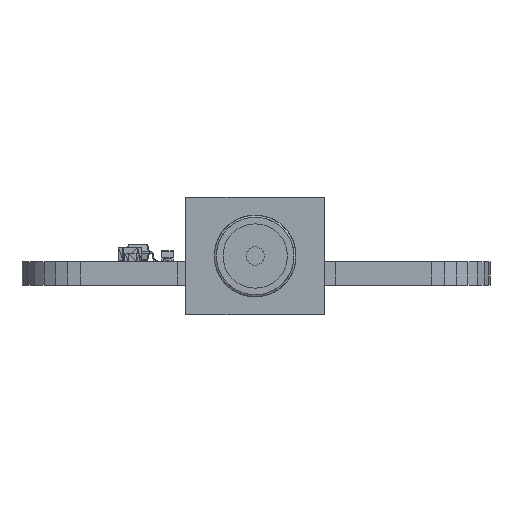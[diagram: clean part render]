
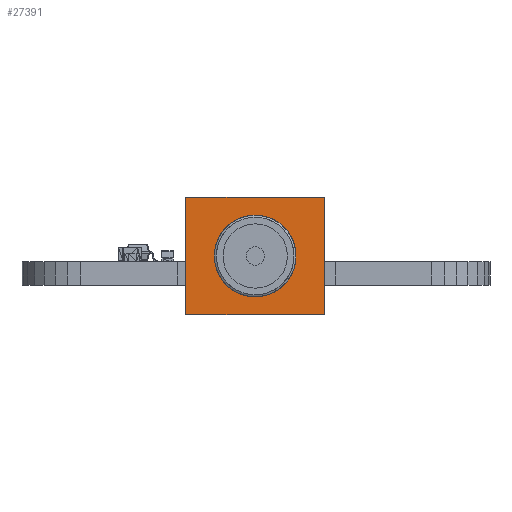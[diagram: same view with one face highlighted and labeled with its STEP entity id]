
A CAD part, left-side view. The second image highlights one B-rep face of the part: STEP entity #27391.
In plain terms, the highlighted face is planar.
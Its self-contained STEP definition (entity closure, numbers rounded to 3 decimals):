
#27309 = VERTEX_POINT('',#27310);
#27310 = CARTESIAN_POINT('',(-2.65,0.,0.));
#27316 = EDGE_CURVE('',#27309,#27317,#27319,.T.);
#27317 = VERTEX_POINT('',#27318);
#27318 = CARTESIAN_POINT('',(2.65,0.,0.));
#27319 = CIRCLE('',#27320,2.65);
#27320 = AXIS2_PLACEMENT_3D('',#27321,#27322,#27323);
#27321 = CARTESIAN_POINT('',(0.,0.,0.));
#27322 = DIRECTION('',(0.,0.,-1.));
#27323 = DIRECTION('',(-1.,0.,0.));
#27380 = EDGE_CURVE('',#27317,#27309,#27381,.T.);
#27381 = CIRCLE('',#27382,2.65);
#27382 = AXIS2_PLACEMENT_3D('',#27383,#27384,#27385);
#27383 = CARTESIAN_POINT('',(0.,0.,0.));
#27384 = DIRECTION('',(0.,0.,-1.));
#27385 = DIRECTION('',(-1.,0.,0.));
#27391 = ADVANCED_FACE('',(#27392,#27396),#27430,.F.);
#27392 = FACE_BOUND('',#27393,.T.);
#27393 = EDGE_LOOP('',(#27394,#27395));
#27394 = ORIENTED_EDGE('',*,*,#27380,.F.);
#27395 = ORIENTED_EDGE('',*,*,#27316,.F.);
#27396 = FACE_BOUND('',#27397,.T.);
#27397 = EDGE_LOOP('',(#27398,#27408,#27416,#27424));
#27398 = ORIENTED_EDGE('',*,*,#27399,.F.);
#27399 = EDGE_CURVE('',#27400,#27402,#27404,.T.);
#27400 = VERTEX_POINT('',#27401);
#27401 = CARTESIAN_POINT('',(4.75,-4.,0.));
#27402 = VERTEX_POINT('',#27403);
#27403 = CARTESIAN_POINT('',(4.75,4.,0.));
#27404 = LINE('',#27405,#27406);
#27405 = CARTESIAN_POINT('',(4.75,4.,0.));
#27406 = VECTOR('',#27407,1.);
#27407 = DIRECTION('',(0.,1.,0.));
#27408 = ORIENTED_EDGE('',*,*,#27409,.F.);
#27409 = EDGE_CURVE('',#27410,#27400,#27412,.T.);
#27410 = VERTEX_POINT('',#27411);
#27411 = CARTESIAN_POINT('',(-4.75,-4.,0.));
#27412 = LINE('',#27413,#27414);
#27413 = CARTESIAN_POINT('',(-4.75,-4.,0.));
#27414 = VECTOR('',#27415,1.);
#27415 = DIRECTION('',(1.,0.,0.));
#27416 = ORIENTED_EDGE('',*,*,#27417,.F.);
#27417 = EDGE_CURVE('',#27418,#27410,#27420,.T.);
#27418 = VERTEX_POINT('',#27419);
#27419 = CARTESIAN_POINT('',(-4.75,4.,0.));
#27420 = LINE('',#27421,#27422);
#27421 = CARTESIAN_POINT('',(-4.75,4.,0.));
#27422 = VECTOR('',#27423,1.);
#27423 = DIRECTION('',(0.,-1.,0.));
#27424 = ORIENTED_EDGE('',*,*,#27425,.F.);
#27425 = EDGE_CURVE('',#27402,#27418,#27426,.T.);
#27426 = LINE('',#27427,#27428);
#27427 = CARTESIAN_POINT('',(-4.75,4.,0.));
#27428 = VECTOR('',#27429,1.);
#27429 = DIRECTION('',(-1.,0.,0.));
#27430 = PLANE('',#27431);
#27431 = AXIS2_PLACEMENT_3D('',#27432,#27433,#27434);
#27432 = CARTESIAN_POINT('',(0.,0.,0.));
#27433 = DIRECTION('',(0.,0.,1.));
#27434 = DIRECTION('',(1.,0.,0.));
